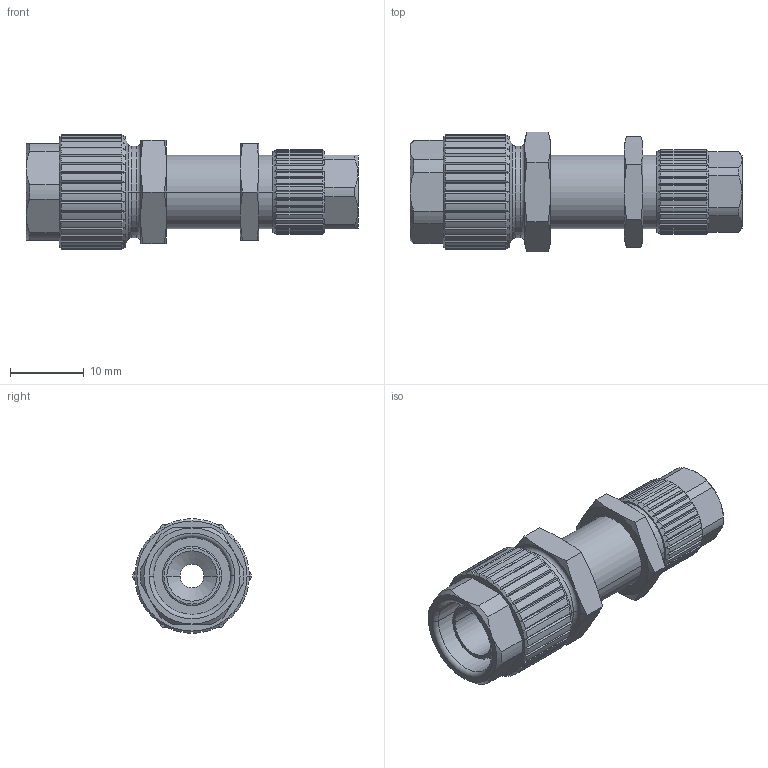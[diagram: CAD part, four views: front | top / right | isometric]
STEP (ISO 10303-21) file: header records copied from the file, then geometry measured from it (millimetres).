
FILE_DESCRIPTION((''),'2;1');
FILE_NAME('303013B_159M-10-8-6-4_ASM','2013-04-04T',('avs330'),(''),'PRO/ENGINEER BY PARAMETRIC TECHNOLOGY CORPORATION, 2010430','PRO/ENGINEER BY PARAMETRIC TECHNOLOGY CORPORATION, 2010430','');
FILE_SCHEMA(('CONFIG_CONTROL_DESIGN'));
Length unit declared in the file: millimetre
Products named in the file (5): 203013B_159M-0-8-0-4; 251702_256M-M10X1; 250010_170M-10-0-M14X1; 250005_170M-6-0-M10X1; 303013B_159M-10-8-6-4_ASM
Assembly tree (4 placements, depth 2):
  303013B_159M-10-8-6-4_ASM
    203013B_159M-0-8-0-4
    251702_256M-M10X1
    250010_170M-10-0-M14X1
    250005_170M-6-0-M10X1
Bounding box: 44.9 x 16.17 x 15.49 mm (x, y, z)
Volume: 3570.3 mm3; surface area: 4863.4 mm2
Topology: 4 solids, 4 shells, 381 faces, 998 edges, 630 vertices
Faces by surface type: plane 187, cylinder 108, cone 66, torus 20
Entity records: 12485 total; most frequent: CARTESIAN_POINT 3434, ORIENTED_EDGE 1996, DIRECTION 1738, EDGE_CURVE 998, AXIS2_PLACEMENT_3D 710, VERTEX_POINT 630, EDGE_LOOP 394, FACE_OUTER_BOUND 381
